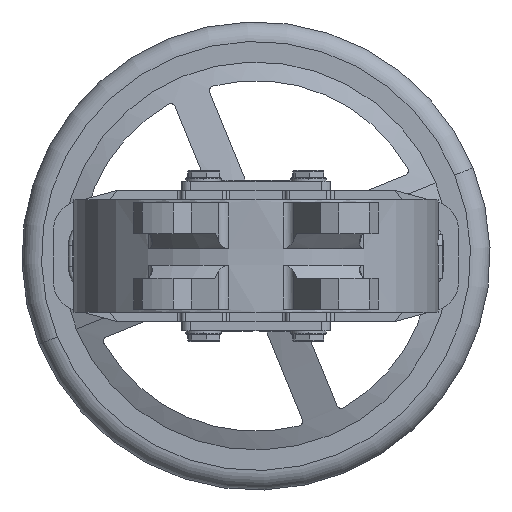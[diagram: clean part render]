
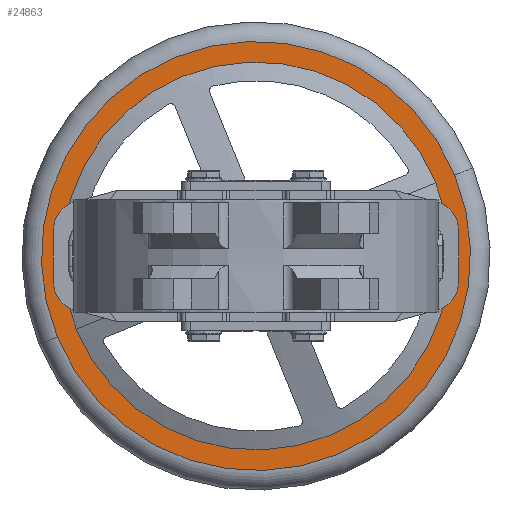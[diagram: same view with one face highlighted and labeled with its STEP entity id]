
A CAD part, front view. The second image highlights one B-rep face of the part: STEP entity #24863.
In plain terms, the highlighted planar face has unit normal (0, -1, 0).
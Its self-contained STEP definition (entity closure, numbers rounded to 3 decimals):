
#983 = CARTESIAN_POINT ( 'NONE',  ( -96.223, 458.655, -39.115 ) ) ;
#4796 = DIRECTION ( 'NONE',  ( 0., -1., 0. ) ) ;
#4819 = AXIS2_PLACEMENT_3D ( 'NONE', #105491, #10620, #116772 ) ;
#5805 = VERTEX_POINT ( 'NONE', #96486 ) ;
#8480 = VERTEX_POINT ( 'NONE', #86020 ) ;
#10620 = DIRECTION ( 'NONE',  ( 0., 1., 0. ) ) ;
#12495 = ORIENTED_EDGE ( 'NONE', *, *, #79360, .F. ) ;
#15098 = AXIS2_PLACEMENT_3D ( 'NONE', #109091, #4796, #43778 ) ;
#19585 = ORIENTED_EDGE ( 'NONE', *, *, #90802, .T. ) ;
#24863 = ADVANCED_FACE ( 'NONE', ( #86033, #48356 ), #49596, .F. ) ;
#25571 = DIRECTION ( 'NONE',  ( -0.926, 0., -0.377 ) ) ;
#26369 = VERTEX_POINT ( 'NONE', #97826 ) ;
#27715 = EDGE_LOOP ( 'NONE', ( #45352, #12495 ) ) ;
#28491 = CARTESIAN_POINT ( 'NONE',  ( 0., 458.655, 0. ) ) ;
#29840 = CIRCLE ( 'NONE', #114031, 114.87 ) ;
#41775 = CARTESIAN_POINT ( 'NONE',  ( 0., 458.655, 0. ) ) ;
#43778 = DIRECTION ( 'NONE',  ( -0.926, 0., -0.377 ) ) ;
#45352 = ORIENTED_EDGE ( 'NONE', *, *, #79779, .F. ) ;
#48356 = FACE_OUTER_BOUND ( 'NONE', #57300, .T. ) ;
#49596 = PLANE ( 'NONE',  #4819 ) ;
#53042 = VERTEX_POINT ( 'NONE', #983 ) ;
#57300 = EDGE_LOOP ( 'NONE', ( #19585, #108524 ) ) ;
#58308 = AXIS2_PLACEMENT_3D ( 'NONE', #112214, #73318, #25571 ) ;
#61279 = DIRECTION ( 'NONE',  ( 0., -1., 0. ) ) ;
#69278 = CIRCLE ( 'NONE', #15098, 114.87 ) ;
#70346 = CIRCLE ( 'NONE', #82471, 103.87 ) ;
#73318 = DIRECTION ( 'NONE',  ( 0., -1., 0. ) ) ;
#76881 = DIRECTION ( 'NONE',  ( 0., -1., 0. ) ) ;
#79360 = EDGE_CURVE ( 'NONE', #5805, #53042, #122401, .T. ) ;
#79779 = EDGE_CURVE ( 'NONE', #53042, #5805, #70346, .T. ) ;
#82471 = AXIS2_PLACEMENT_3D ( 'NONE', #28491, #76881, #85054 ) ;
#85054 = DIRECTION ( 'NONE',  ( -0.926, 0., -0.377 ) ) ;
#86020 = CARTESIAN_POINT ( 'NONE',  ( -106.414, 458.655, -43.257 ) ) ;
#86033 = FACE_BOUND ( 'NONE', #27715, .T. ) ;
#90770 = DIRECTION ( 'NONE',  ( -0.926, 0., -0.377 ) ) ;
#90802 = EDGE_CURVE ( 'NONE', #8480, #26369, #29840, .T. ) ;
#96486 = CARTESIAN_POINT ( 'NONE',  ( 96.223, 458.655, 39.115 ) ) ;
#97826 = CARTESIAN_POINT ( 'NONE',  ( 106.414, 458.655, 43.257 ) ) ;
#105491 = CARTESIAN_POINT ( 'NONE',  ( -39.115, 458.655, 96.223 ) ) ;
#108524 = ORIENTED_EDGE ( 'NONE', *, *, #111747, .T. ) ;
#109091 = CARTESIAN_POINT ( 'NONE',  ( 0., 458.655, 0. ) ) ;
#111747 = EDGE_CURVE ( 'NONE', #26369, #8480, #69278, .T. ) ;
#112214 = CARTESIAN_POINT ( 'NONE',  ( 0., 458.655, 0. ) ) ;
#114031 = AXIS2_PLACEMENT_3D ( 'NONE', #41775, #61279, #90770 ) ;
#116772 = DIRECTION ( 'NONE',  ( 0.377, 0., -0.926 ) ) ;
#122401 = CIRCLE ( 'NONE', #58308, 103.87 ) ;
